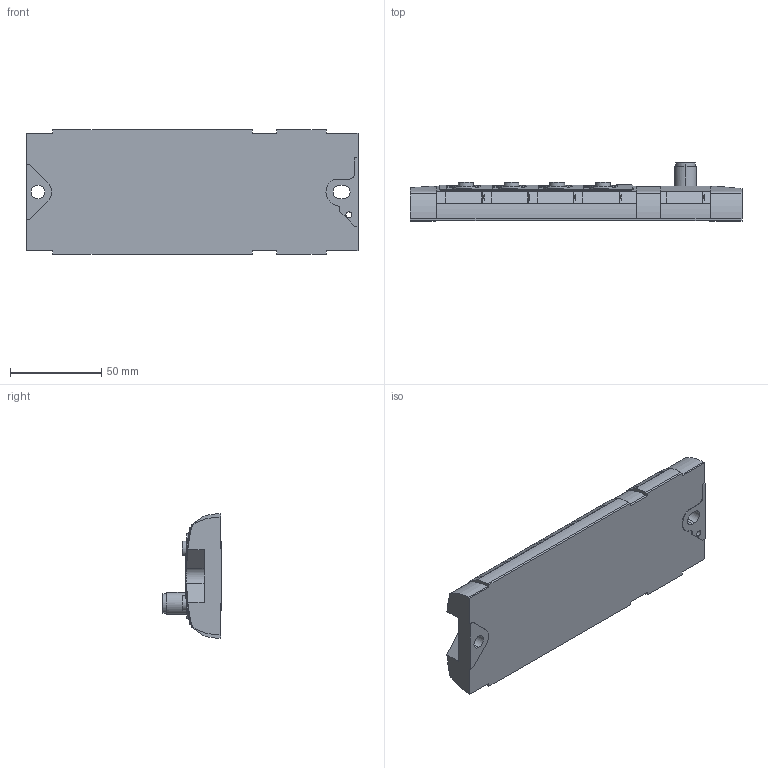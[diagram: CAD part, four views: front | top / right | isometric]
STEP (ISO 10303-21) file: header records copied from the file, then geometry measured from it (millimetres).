
FILE_DESCRIPTION (( 'STEP AP214' ), '1' );
FILE_NAME ('BNI00AJ.STEP', '2025-01-15T02:01:56', ( '' ), ( '' ), 'SwSTEP 2.0', 'SolidWorks 2021', '' );
FILE_SCHEMA (( 'AUTOMOTIVE_DESIGN' ));
Length unit declared in the file: inch
Products named in the file (1): BNI00AJ
Bounding box: 181.5 x 31.8 x 68 mm (x, y, z)
Volume: 199648 mm3; surface area: 42695.1 mm2
Topology: 1 solids, 1 shells, 855 faces, 2191 edges, 1453 vertices
Faces by surface type: plane 473, cylinder 380, bspline 2
Entity records: 27967 total; most frequent: CARTESIAN_POINT 6930, ORIENTED_EDGE 4382, DIRECTION 4296, EDGE_CURVE 2191, AXIS2_PLACEMENT_3D 1471, VERTEX_POINT 1453, VECTOR 1354, LINE 1354
